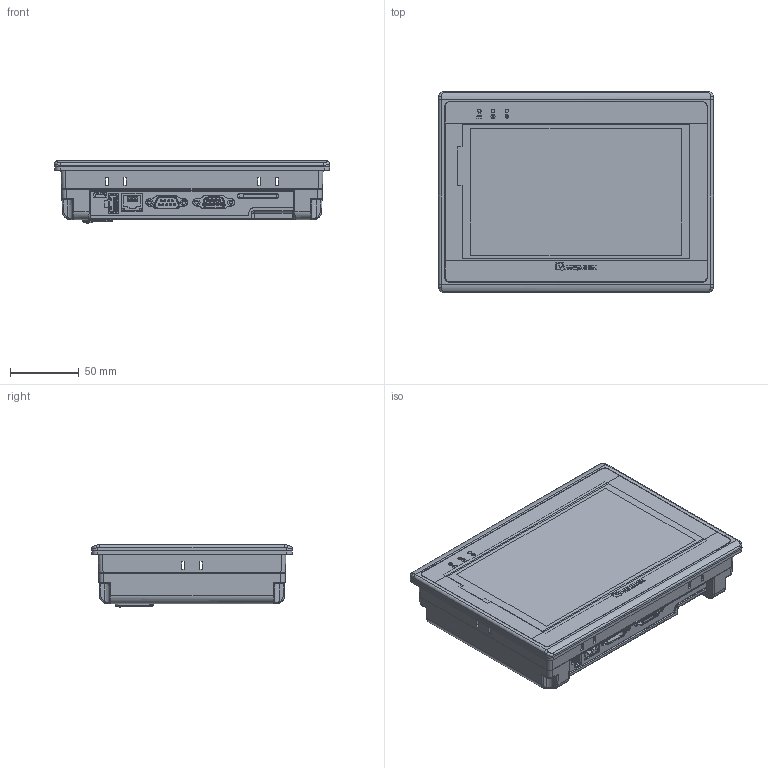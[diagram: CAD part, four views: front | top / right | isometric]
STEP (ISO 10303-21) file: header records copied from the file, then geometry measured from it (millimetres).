
FILE_DESCRIPTION (( 'STEP AP203' ), '1' );
FILE_NAME ('eMT3070B_140826.STEP', '2017-07-31T08:43:14', ( 'annayang' ), ( '' ), 'SwSTEP 2.0', 'SolidWorks 2011', '' );
FILE_SCHEMA (( 'CONFIG_CONTROL_DESIGN' ));
Length unit declared in the file: millimetre
Products named in the file (1): eMT3070B_140826
Bounding box: 200.35 x 146.35 x 45.45 mm (x, y, z)
Surface area: 148792.6 mm2 (no closed solid volume)
Topology: 0 solids, 50 shells, 833 faces, 3978 edges, 3282 vertices
Faces by surface type: plane 425, cylinder 271, bspline 74, cone 37, sphere 22, torus 4
Entity records: 51541 total; most frequent: CARTESIAN_POINT 21135, ORIENTED_EDGE 6525, DIRECTION 5266, EDGE_CURVE 3942, VERTEX_POINT 3264, LINE 2346, VECTOR 2346, AXIS2_PLACEMENT_3D 1460
